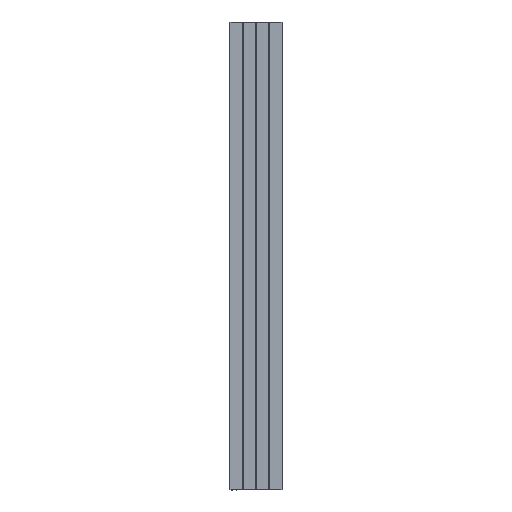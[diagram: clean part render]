
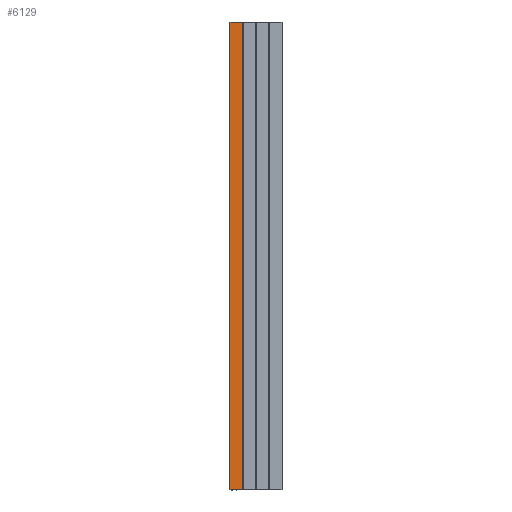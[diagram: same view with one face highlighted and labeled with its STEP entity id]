
A CAD part, left-side view. The second image highlights one B-rep face of the part: STEP entity #6129.
In plain terms, the highlighted planar face has unit normal (-1, 0, 0).
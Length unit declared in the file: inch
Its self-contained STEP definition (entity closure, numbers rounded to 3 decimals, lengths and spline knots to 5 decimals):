
#743=FACE_OUTER_BOUND('',#1108,.T.);
#1108=EDGE_LOOP('',(#4438,#4439,#4440,#4441));
#1374=LINE('',#9314,#1844);
#1445=LINE('',#9654,#1915);
#1522=LINE('',#9870,#1992);
#1590=LINE('',#10131,#2060);
#1844=VECTOR('',#7222,25.);
#1915=VECTOR('',#7495,0.495);
#1992=VECTOR('',#7640,0.3937);
#2060=VECTOR('',#7898,25.);
#2312=VERTEX_POINT('',#9308);
#2314=VERTEX_POINT('',#9312);
#2482=VERTEX_POINT('',#9653);
#2587=VERTEX_POINT('',#9868);
#2952=EDGE_CURVE('',#2314,#2312,#1374,.T.);
#3122=EDGE_CURVE('',#2312,#2482,#1445,.T.);
#3231=EDGE_CURVE('',#2587,#2314,#1522,.T.);
#3366=EDGE_CURVE('',#2587,#2482,#1590,.T.);
#4438=ORIENTED_EDGE('',*,*,#3366,.T.);
#4439=ORIENTED_EDGE('',*,*,#3122,.F.);
#4440=ORIENTED_EDGE('',*,*,#2952,.F.);
#4441=ORIENTED_EDGE('',*,*,#3231,.F.);
#5928=PLANE('',#6629);
#6129=ADVANCED_FACE('',(#743),#5928,.T.);
#6629=AXIS2_PLACEMENT_3D('',#10130,#7896,#7897);
#7222=DIRECTION('',(0.,0.,1.));
#7495=DIRECTION('',(0.,-1.,0.));
#7640=DIRECTION('',(0.,1.,0.));
#7896=DIRECTION('center_axis',(-1.,0.,0.));
#7897=DIRECTION('ref_axis',(0.,0.,1.));
#7898=DIRECTION('',(0.,0.,1.));
#9308=CARTESIAN_POINT('',(-0.5,1.,-20.5));
#9312=CARTESIAN_POINT('',(-0.5,1.,-38.5));
#9314=CARTESIAN_POINT('',(-0.5,1.,-46.5));
#9653=CARTESIAN_POINT('',(-0.5,0.505,-20.5));
#9654=CARTESIAN_POINT('',(-0.5,0.505,-20.5));
#9868=CARTESIAN_POINT('',(-0.5,0.505,-38.5));
#9870=CARTESIAN_POINT('',(-0.5,-0.5,-38.5));
#10130=CARTESIAN_POINT('Origin',(-0.5,-1.,-46.5));
#10131=CARTESIAN_POINT('',(-0.5,0.505,-46.5));
